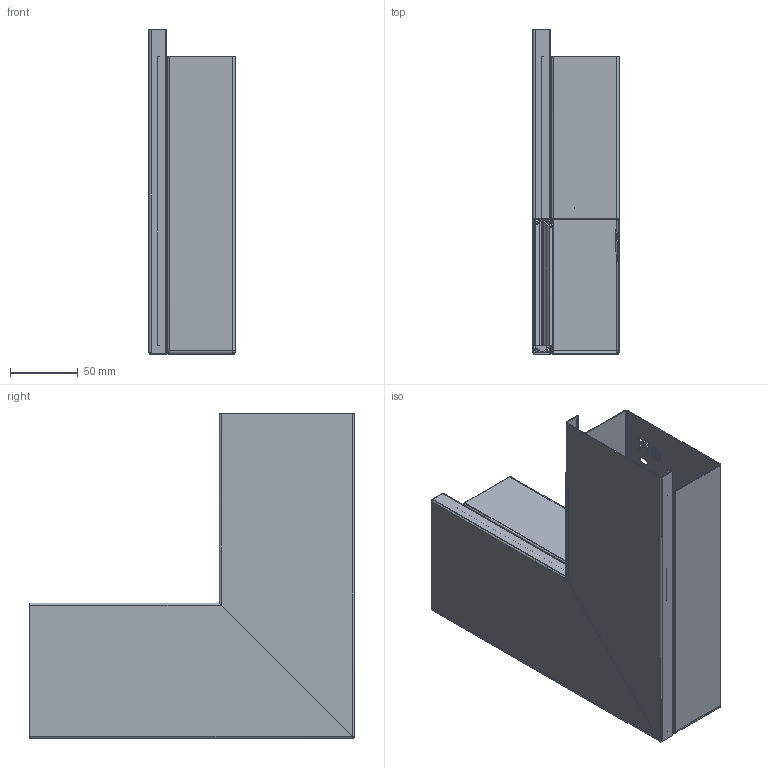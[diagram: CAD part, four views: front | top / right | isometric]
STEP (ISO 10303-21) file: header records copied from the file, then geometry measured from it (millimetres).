
FILE_DESCRIPTION(('Creo Elements/Direct Modeling STEP Export'),'2;1');
FILE_NAME('486575-1036044667-306e0a7bbe-0152458.stp','2020-06-17T15:48:53',(''),(''),'Creo Elements/Direct Modeling STEP processor for AP214 (Solid Model)','Creo Elements/Direct Modeling 18.0B 02-Dec-2011 (C) Parametric Technology GmbH','');
FILE_SCHEMA(('AUTOMOTIVE_DESIGN { 1 0 10303 214 1 1 1 1 }'));
Length unit declared in the file: millimetre
Products named in the file (4): Deckel_F_100_li; LKM_F_60100; Deckel_F_100_re; Flachwinkel_60100
Assembly tree (3 placements, depth 2):
  Flachwinkel_60100
    Deckel_F_100_re
    LKM_F_60100
    Deckel_F_100_li
Bounding box: 63.68 x 240.09 x 240.06 mm (x, y, z)
Volume: 99177.2 mm3; surface area: 267054.7 mm2
Topology: 3 solids, 3 shells, 380 faces, 1052 edges, 678 vertices
Faces by surface type: plane 228, cylinder 104, bspline 40, sphere 4, cone 4
Entity records: 22501 total; most frequent: CARTESIAN_POINT 12602, ORIENTED_EDGE 2088, DIRECTION 1804, EDGE_CURVE 1044, VECTOR 724, LINE 724, VERTEX_POINT 678, AXIS2_PLACEMENT_3D 540
